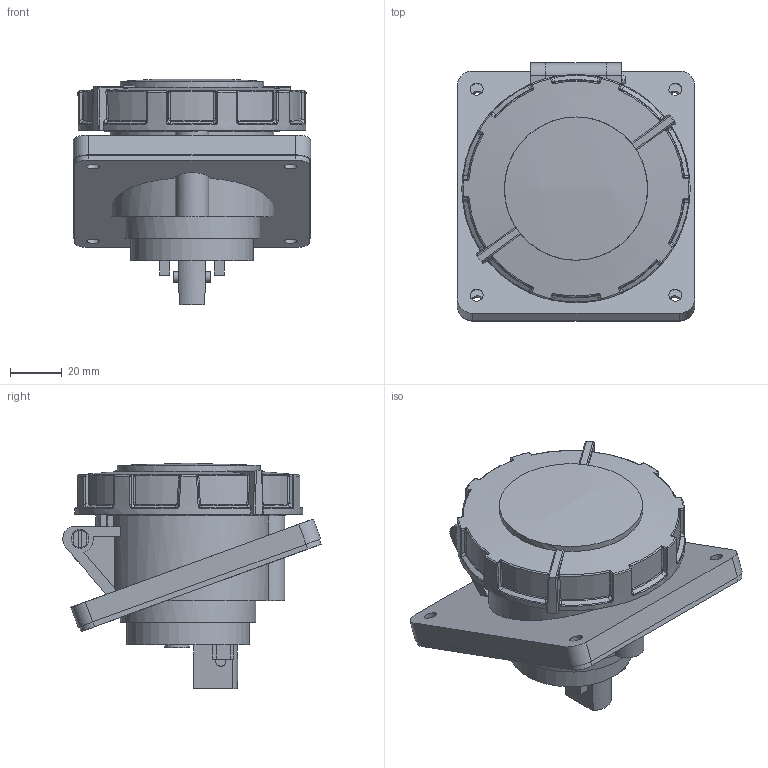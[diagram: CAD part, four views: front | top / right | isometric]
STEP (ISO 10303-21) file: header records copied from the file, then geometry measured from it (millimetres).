
FILE_DESCRIPTION (( 'STEP AP203' ), '1' );
FILE_NAME ('ps-4152-16-380.ÃÌ Ðîçåòêà ñòàöèîíàðíàÿ âíóòðåííÿÿ óãëîâàÿ 4152 3Ð+ÐÅ+N 16À 380Â IP67 EKF PROxima.STEP', '2025-10-24T11:28:04', ( '' ), ( '' ), 'SwSTEP 2.0', 'SolidWorks 2021', '' );
FILE_SCHEMA (( 'CONFIG_CONTROL_DESIGN' ));
Length unit declared in the file: millimetre
Products named in the file (5): ps-4152-16-380.ÃÌ Ðîçåòêà ñòàöèîíàðíàÿ âíóòðåííÿÿ óãëîâàÿ 4152 3Ð+ÐÅ+N 16À 380Â IP67 EKF PROxima; Êîïèÿ ps-4142-16-380 ðåçèíîâàÿ ïðîêëàäêà^ps-4152-16-380.ÃÌ Ðîçåòêà ñòàöèîíàðíàÿ âíóòðåííÿÿ óãëîâàÿ 4152 3Ð+ÐÅ+N 16À 380Â IP67 EKF PROxima_00; Êîïèÿ âèíòèê^ps-4152-16-380.ÃÌ Ðîçåòêà ñòàöèîíàðíàÿ âíóòðåííÿÿ óãëîâàÿ 4152 3Ð+ÐÅ+N 16À 380Â IP67 EKF PROxima_00; Êîïèÿ ps-4152-16-380 Êðûøêà èçîëÿöèîííàÿ^ps-4152-16-380.ÃÌ Ðîçåòêà ñòàöèîíàðíàÿ âíóòðåííÿÿ óãëîâàÿ 4152 3Ð+ÐÅ+N 16À 380Â IP67 EKF PROxima; Êîïèÿ ps-4152-16-380 Ðîçåòêà^ps-4152-16-380.ÃÌ Ðîçåòêà ñòàöèîíàðíàÿ âíóòðåííÿÿ óãëîâàÿ 4152 3Ð+ÐÅ+N 16À 380Â IP67 EKF PROxima_00
Assembly tree (4 placements, depth 2):
  ps-4152-16-380.ÃÌ Ðîçåòêà ñòàöèîíàðíàÿ âíóòðåííÿÿ óãëîâàÿ 4152 3Ð+ÐÅ+N 16À 380Â IP67 EKF PROxima
    Êîïèÿ ps-4152-16-380 Ðîçåòêà^ps-4152-16-380.ÃÌ Ðîçåòêà ñòàöèîíàðíàÿ âíóòðåííÿÿ óãëîâàÿ 4152 3Ð+ÐÅ+N 16À 380Â IP67 EKF PROxima_00
    Êîïèÿ ps-4152-16-380 Êðûøêà èçîëÿöèîííàÿ^ps-4152-16-380.ÃÌ Ðîçåòêà ñòàöèîíàðíàÿ âíóòðåííÿÿ óãëîâàÿ 4152 3Ð+ÐÅ+N 16À 380Â IP67 EKF PROxima
    Êîïèÿ âèíòèê^ps-4152-16-380.ÃÌ Ðîçåòêà ñòàöèîíàðíàÿ âíóòðåííÿÿ óãëîâàÿ 4152 3Ð+ÐÅ+N 16À 380Â IP67 EKF PROxima_00
    Êîïèÿ ps-4142-16-380 ðåçèíîâàÿ ïðîêëàäêà^ps-4152-16-380.ÃÌ Ðîçåòêà ñòàöèîíàðíàÿ âíóòðåííÿÿ óãëîâàÿ 4152 3Ð+ÐÅ+N 16À 380Â IP67 EKF PROxima_00
Bounding box: 92 x 100.12 x 87.36 mm (x, y, z)
Volume: 238423.9 mm3; surface area: 92583.4 mm2
Topology: 4 solids, 4 shells, 519 faces, 1290 edges, 791 vertices
Faces by surface type: plane 186, cylinder 130, bspline 130, torus 39, sphere 19, cone 15
Full cylindrical faces by diameter (mm): 2.3 x2, 3.5 x1, 4 x3, 5 x4, 6.3 x4, 6.75 x1, 7 x1, 8.1 x1, 9.4 x1, 11.3 x4, 52.6 x1, 55.5 x1, 77.7 x1
Entity records: 18934 total; most frequent: CARTESIAN_POINT 7231, ORIENTED_EDGE 2438, DIRECTION 2151, EDGE_CURVE 1219, AXIS2_PLACEMENT_3D 846, VERTEX_POINT 774, EDGE_LOOP 609, FACE_OUTER_BOUND 548
